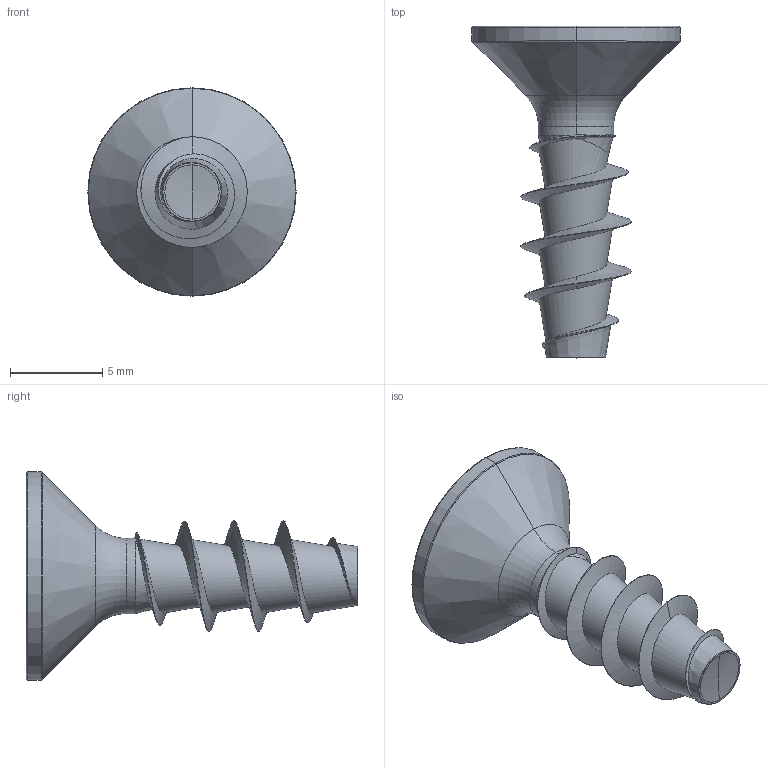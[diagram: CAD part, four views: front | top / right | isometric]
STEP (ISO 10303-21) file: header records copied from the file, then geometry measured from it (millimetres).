
FILE_DESCRIPTION (( 'STEP AP203' ), '1' );
FILE_NAME ('STP33A0600180.STEP', '2017-11-16T20:12:26', ( '' ), ( '' ), 'SwSTEP 2.0', 'SolidWorks 2015', '' );
FILE_SCHEMA (( 'CONFIG_CONTROL_DESIGN' ));
Length unit declared in the file: millimetre
Products named in the file (1): STP33A0600180
Bounding box: 11.3 x 18 x 11.3 mm (x, y, z)
Volume: 413.6 mm3; surface area: 550.5 mm2
Topology: 1 solids, 1 shells, 156 faces, 342 edges, 188 vertices
Faces by surface type: bspline 48, cylinder 45, sphere 26, plane 22, cone 9, torus 6
Entity records: 10938 total; most frequent: CARTESIAN_POINT 7807, ORIENTED_EDGE 680, DIRECTION 588, EDGE_CURVE 340, AXIS2_PLACEMENT_3D 245, VERTEX_POINT 188, EDGE_LOOP 158, ADVANCED_FACE 156
